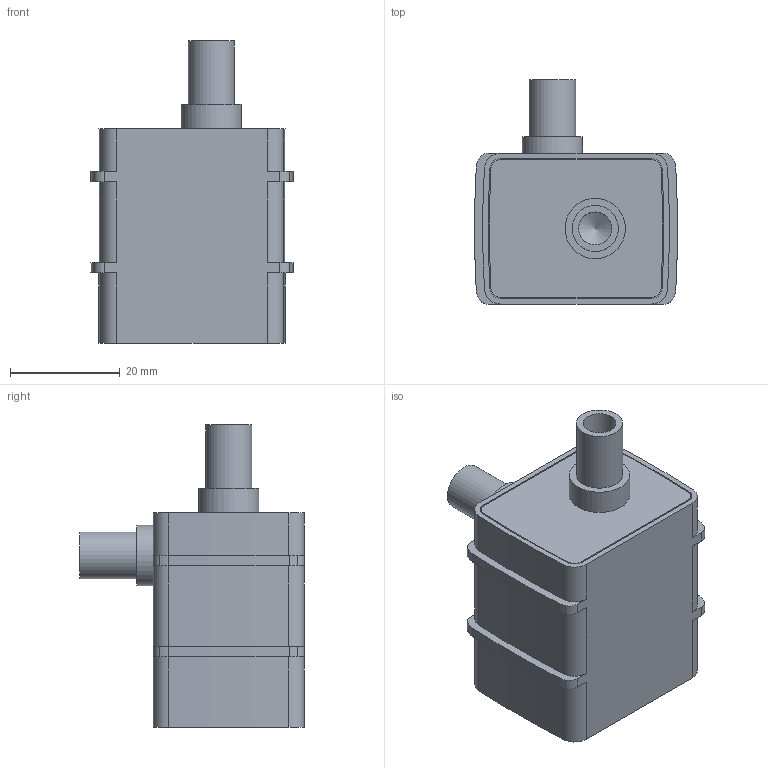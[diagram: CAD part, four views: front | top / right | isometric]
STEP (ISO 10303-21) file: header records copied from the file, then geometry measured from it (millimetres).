
FILE_DESCRIPTION(/* description */ (''),/* implementation_level */ '2;1');
FILE_NAME(/* name */ 'AD20P-1230A DC Pump.stp',/* time_stamp */ '2019-12-27T22:39:36+07:00',/* author */ ('anggitoz'),/* organization */ (''),/* preprocessor_version */ 'ST-DEVELOPER v17',/* originating_system */ 'Autodesk Inventor 2019',/* authorisation */ '');
FILE_SCHEMA (('AUTOMOTIVE_DESIGN { 1 0 10303 214 3 1 1 }'));
Length unit declared in the file: millimetre
Products named in the file (1): AD20P-1230A DC Pump
Bounding box: 36.93 x 40.9 x 55 mm (x, y, z)
Volume: 37231.9 mm3; surface area: 8986.8 mm2
Topology: 1 solids, 1 shells, 98 faces, 266 edges, 178 vertices
Faces by surface type: cylinder 68, plane 28, cone 2
Full cylindrical faces by diameter (mm): 6 x2, 8.4 x1, 8.5 x1, 11 x2
Entity records: 3195 total; most frequent: DIRECTION 602, CARTESIAN_POINT 541, ORIENTED_EDGE 528, EDGE_CURVE 264, AXIS2_PLACEMENT_3D 239, VERTEX_POINT 178, CIRCLE 140, LINE 124
